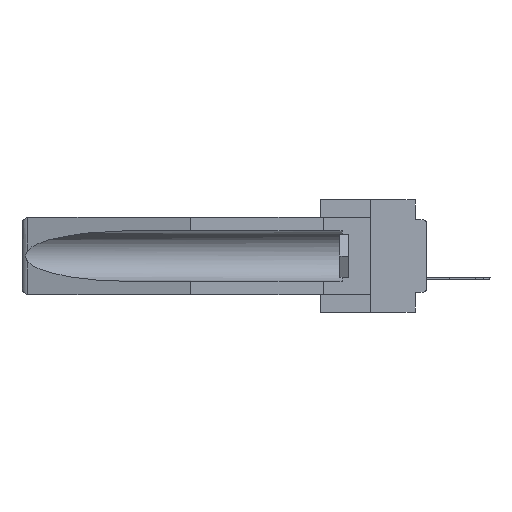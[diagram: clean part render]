
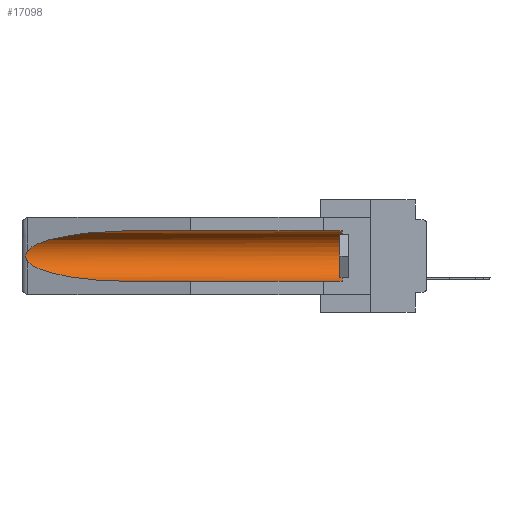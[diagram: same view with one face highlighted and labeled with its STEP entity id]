
A CAD part, left-side view. The second image highlights one B-rep face of the part: STEP entity #17098.
In plain terms, the highlighted cylindrical face has radius 2.857 mm (diameter 5.715 mm), a partial arc.
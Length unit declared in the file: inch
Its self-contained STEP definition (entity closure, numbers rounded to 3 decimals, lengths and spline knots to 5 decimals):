
#886 = CARTESIAN_POINT ( 'NONE',  ( 0.21114, 1.30732, -0.284 ) ) ;
#1467 = EDGE_CURVE ( 'NONE', #22594, #22345, #5978, .T. ) ;
#1634 = CARTESIAN_POINT ( 'NONE',  ( 0.26597, 1.5296, -0.19026 ) ) ;
#2038 = EDGE_CURVE ( 'NONE', #3580, #27495, #12245, .T. ) ;
#3506 = EDGE_CURVE ( 'NONE', #22345, #17753, #26741, .T. ) ;
#3580 = VERTEX_POINT ( 'NONE', #21779 ) ;
#3892 = VECTOR ( 'NONE', #22673, 39.37008 ) ;
#4160 = ORIENTED_EDGE ( 'NONE', *, *, #1467, .T. ) ;
#4519 = EDGE_LOOP ( 'NONE', ( #22234, #20335, #24871, #26519, #4160, #6418 ) ) ;
#5978 = CIRCLE ( 'NONE', #25599, 0.1125 ) ;
#6025 = CARTESIAN_POINT ( 'NONE',  ( 0.26537, 1.52718, -0.19328 ) ) ;
#6418 = ORIENTED_EDGE ( 'NONE', *, *, #3506, .T. ) ;
#6772 = DIRECTION ( 'NONE',  ( 0., 0., 1. ) ) ;
#7085 = CARTESIAN_POINT ( 'NONE',  ( 0.26537, 1.52718, -0.14972 ) ) ;
#7482 = EDGE_CURVE ( 'NONE', #17753, #3580, #31186, .T. ) ;
#7783 = CARTESIAN_POINT ( 'NONE',  ( 0.155, -0.30754, -0.059 ) ) ;
#9132 = CARTESIAN_POINT ( 'NONE',  ( 0.2673, 1.53269, -0.17917 ) ) ;
#9253 = CARTESIAN_POINT ( 'NONE',  ( 0.155, -0.30754, -0.1715 ) ) ;
#9931 = CARTESIAN_POINT ( 'NONE',  ( 0.155, 0.126, -0.1715 ) ) ;
#10813 = CARTESIAN_POINT ( 'NONE',  ( 0.155, 1.07973, -0.284 ) ) ;
#11791 = DIRECTION ( 'NONE',  ( 0., 1., 0. ) ) ;
#12245 = B_SPLINE_CURVE_WITH_KNOTS ( 'NONE', 3,
 ( #7085, #16807, #30051, #17254, #14545, #22327, #9132, #19526, #1634, #17025 ),
 .UNSPECIFIED., .F., .F.,
 ( 4, 2, 2, 2, 4 ),
 ( 0., 0.00029, 0.00058, 0.00087, 0.00117 ),
 .UNSPECIFIED. ) ;
#14013 = CARTESIAN_POINT ( 'NONE',  ( 0.26537, 1.52718, -0.19328 ) ) ;
#14545 = CARTESIAN_POINT ( 'NONE',  ( 0.2675, 1.53308, -0.16763 ) ) ;
#14588 = DIRECTION ( 'NONE',  ( 0., 0., 1. ) ) ;
#14649 = CARTESIAN_POINT ( 'NONE',  ( 0.155, 1.07973, -0.059 ) ) ;
#15332 = CARTESIAN_POINT ( 'NONE',  ( 0.155, 0.126, -0.284 ) ) ;
#15523 = CYLINDRICAL_SURFACE ( 'NONE', #25491, 0.1125 ) ;
#16807 = CARTESIAN_POINT ( 'NONE',  ( 0.26597, 1.52961, -0.15275 ) ) ;
#16823 = CARTESIAN_POINT ( 'NONE',  ( 0.26537, 1.52718, -0.14972 ) ) ;
#17025 = CARTESIAN_POINT ( 'NONE',  ( 0.26537, 1.52718, -0.19328 ) ) ;
#17098 = ADVANCED_FACE ( 'NONE', ( #33215 ), #15523, .F. ) ;
#17254 = CARTESIAN_POINT ( 'NONE',  ( 0.2673, 1.5327, -0.16383 ) ) ;
#17753 = VERTEX_POINT ( 'NONE', #14649 ) ;
#19526 = CARTESIAN_POINT ( 'NONE',  ( 0.26655, 1.53094, -0.18657 ) ) ;
#19897 = DIRECTION ( 'NONE',  ( 0., -1., 0. ) ) ;
#20335 = ORIENTED_EDGE ( 'NONE', *, *, #2038, .T. ) ;
#21612 = CARTESIAN_POINT ( 'NONE',  ( 0.25451, 1.48313, -0.24835 ) ) ;
#21779 = CARTESIAN_POINT ( 'NONE',  ( 0.26537, 1.52718, -0.14972 ) ) ;
#22234 = ORIENTED_EDGE ( 'NONE', *, *, #7482, .T. ) ;
#22327 = CARTESIAN_POINT ( 'NONE',  ( 0.2675, 1.53308, -0.17534 ) ) ;
#22345 = VERTEX_POINT ( 'NONE', #32096 ) ;
#22568 = CARTESIAN_POINT ( 'NONE',  ( 0.155, -0.30754, -0.284 ) ) ;
#22594 = VERTEX_POINT ( 'NONE', #15332 ) ;
#22673 = DIRECTION ( 'NONE',  ( 0., 1., 0. ) ) ;
#23794 = CARTESIAN_POINT ( 'NONE',  ( 0.21114, 1.30732, -0.059 ) ) ;
#24319 = VERTEX_POINT ( 'NONE', #10813 ) ;
#24365 = LINE ( 'NONE', #22568, #3892 ) ;
#24769 =( BOUNDED_CURVE ( )  B_SPLINE_CURVE ( 3, ( #6025, #21612, #886, #29104 ),
 .UNSPECIFIED., .F., .F. ) 
 B_SPLINE_CURVE_WITH_KNOTS ( ( 4, 4 ),
 ( 0.1948, 1.5708 ),
 .UNSPECIFIED. ) 
 CURVE ( )  GEOMETRIC_REPRESENTATION_ITEM ( )  RATIONAL_B_SPLINE_CURVE ( ( 1., 0.848, 0.848, 1. ) ) 
 REPRESENTATION_ITEM ( '' )  );
#24871 = ORIENTED_EDGE ( 'NONE', *, *, #26872, .T. ) ;
#25133 = VECTOR ( 'NONE', #25824, 39.37008 ) ;
#25491 = AXIS2_PLACEMENT_3D ( 'NONE', #9253, #11791, #6772 ) ;
#25599 = AXIS2_PLACEMENT_3D ( 'NONE', #9931, #19897, #14588 ) ;
#25824 = DIRECTION ( 'NONE',  ( 0., 1., 0. ) ) ;
#26268 = CARTESIAN_POINT ( 'NONE',  ( 0.155, 1.07973, -0.059 ) ) ;
#26519 = ORIENTED_EDGE ( 'NONE', *, *, #31293, .F. ) ;
#26741 = LINE ( 'NONE', #7783, #25133 ) ;
#26872 = EDGE_CURVE ( 'NONE', #27495, #24319, #24769, .T. ) ;
#27495 = VERTEX_POINT ( 'NONE', #14013 ) ;
#29104 = CARTESIAN_POINT ( 'NONE',  ( 0.155, 1.07973, -0.284 ) ) ;
#30051 = CARTESIAN_POINT ( 'NONE',  ( 0.26654, 1.53092, -0.15636 ) ) ;
#31186 =( BOUNDED_CURVE ( )  B_SPLINE_CURVE ( 3, ( #26268, #23794, #32002, #16823 ),
 .UNSPECIFIED., .F., .F. ) 
 B_SPLINE_CURVE_WITH_KNOTS ( ( 4, 4 ),
 ( 4.71239, 6.08839 ),
 .UNSPECIFIED. ) 
 CURVE ( )  GEOMETRIC_REPRESENTATION_ITEM ( )  RATIONAL_B_SPLINE_CURVE ( ( 1., 0.848, 0.848, 1. ) ) 
 REPRESENTATION_ITEM ( '' )  );
#31293 = EDGE_CURVE ( 'NONE', #22594, #24319, #24365, .T. ) ;
#32002 = CARTESIAN_POINT ( 'NONE',  ( 0.25451, 1.48313, -0.09465 ) ) ;
#32096 = CARTESIAN_POINT ( 'NONE',  ( 0.155, 0.126, -0.059 ) ) ;
#33215 = FACE_OUTER_BOUND ( 'NONE', #4519, .T. ) ;
